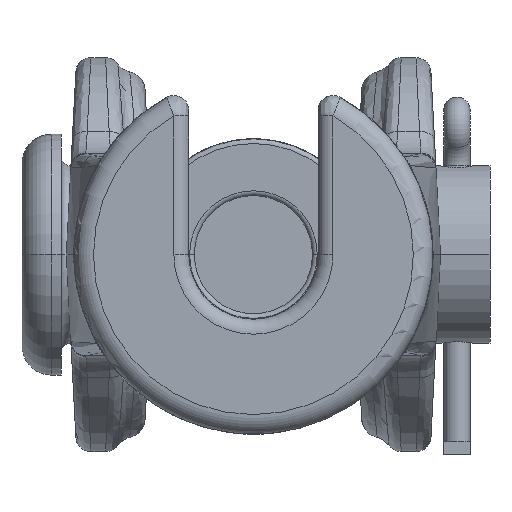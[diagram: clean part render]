
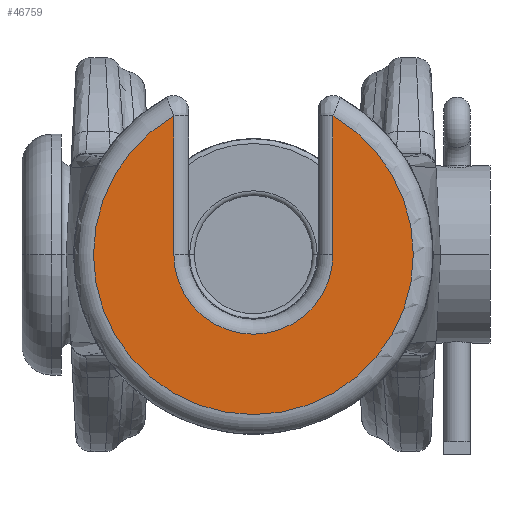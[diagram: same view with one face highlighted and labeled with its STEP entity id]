
A CAD part, front view. The second image highlights one B-rep face of the part: STEP entity #46759.
In plain terms, the highlighted planar face has unit normal (0, -1, 0).
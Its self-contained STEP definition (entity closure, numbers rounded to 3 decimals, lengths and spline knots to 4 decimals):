
#12737=DIRECTION('',(0.,0.,1.));
#12738=VECTOR('',#12737,1.7609);
#12739=CARTESIAN_POINT('',(-1.01,-12.4,0.));
#12740=LINE('',#12739,#12738);
#12744=CARTESIAN_POINT('',(0.,-12.4,0.));
#12745=DIRECTION('',(0.,1.,0.));
#12746=DIRECTION('',(1.,0.,0.));
#12747=AXIS2_PLACEMENT_3D('',#12744,#12745,#12746);
#12752=DIRECTION('',(0.,0.,-1.));
#12753=VECTOR('',#12752,1.7609);
#12754=CARTESIAN_POINT('',(1.01,-12.4,
1.7609));
#12755=LINE('',#12754,#12753);
#12775=CARTESIAN_POINT('',(-1.01,-12.4,
1.7609));
#12788=CARTESIAN_POINT('',(0.,-12.4,0.));
#12789=DIRECTION('',(0.,-1.,0.));
#12790=DIRECTION('',(-0.498,0.,0.867));
#12791=AXIS2_PLACEMENT_3D('',#12788,#12789,#12790);
#33224=VERTEX_POINT('',#12775);
#33226=CARTESIAN_POINT('',(-1.01,-12.4,0.));
#33227=VERTEX_POINT('',#33226);
#33230=CARTESIAN_POINT('',(1.01,-12.4,0.));
#33231=VERTEX_POINT('',#33230);
#33234=CARTESIAN_POINT('',(1.01,-12.4,
1.7609));
#33235=VERTEX_POINT('',#33234);
#46745=CARTESIAN_POINT('',(0.,-12.4,0.));
#46746=DIRECTION('',(0.,1.,0.));
#46747=DIRECTION('',(-1.,0.,0.));
#46748=AXIS2_PLACEMENT_3D('',#46745,#46746,#46747);
#46749=PLANE('',#46748);
#46751=ORIENTED_EDGE('',*,*,#46750,.F.);
#46752=ORIENTED_EDGE('',*,*,#46735,.F.);
#46754=ORIENTED_EDGE('',*,*,#46753,.F.);
#46756=ORIENTED_EDGE('',*,*,#46755,.F.);
#46757=EDGE_LOOP('',(#46751,#46752,#46754,#46756));
#46758=FACE_OUTER_BOUND('',#46757,.F.);
#12748=CIRCLE('',#12747,1.01);
#12792=CIRCLE('',#12791,2.03);
#46735=EDGE_CURVE('',#33231,#33227,#12748,.T.);
#46750=EDGE_CURVE('',#33227,#33224,#12740,.T.);
#46753=EDGE_CURVE('',#33235,#33231,#12755,.T.);
#46755=EDGE_CURVE('',#33224,#33235,#12792,.T.);
#46759=ADVANCED_FACE('',(#46758),#46749,.F.);
